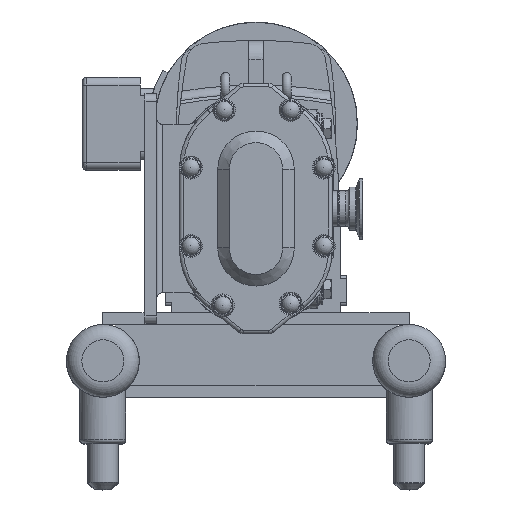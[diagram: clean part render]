
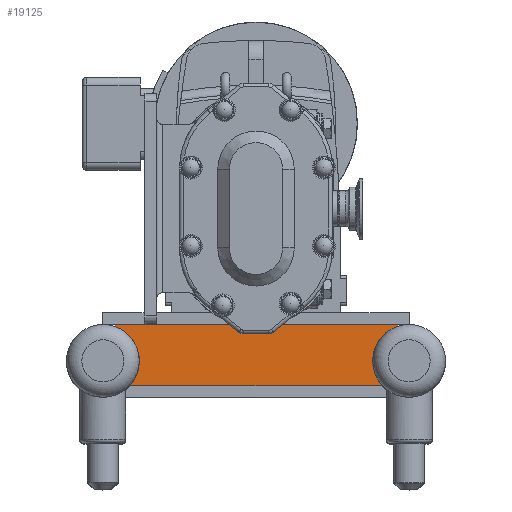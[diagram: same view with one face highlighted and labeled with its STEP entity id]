
A CAD part, top view. The second image highlights one B-rep face of the part: STEP entity #19125.
In plain terms, the highlighted planar face has unit normal (0, 0, 1).
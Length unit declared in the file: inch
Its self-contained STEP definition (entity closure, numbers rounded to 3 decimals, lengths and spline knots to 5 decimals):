
#866=PLANE('',#21139);
#2360=LINE('',#34546,#3755);
#2363=LINE('',#34554,#3758);
#2365=LINE('',#34558,#3760);
#2366=LINE('',#34560,#3761);
#3755=VECTOR('',#26463,0.3937);
#3758=VECTOR('',#26472,0.3937);
#3760=VECTOR('',#26476,0.3937);
#3761=VECTOR('',#26479,0.3937);
#5401=FACE_OUTER_BOUND('',#6542,.T.);
#6542=EDGE_LOOP('',(#17637,#17638,#17639,#17640,#17641,#17642));
#7553=CIRCLE('',#21133,1.19);
#7554=CIRCLE('',#21136,1.19);
#9418=VERTEX_POINT('',#34538);
#9419=VERTEX_POINT('',#34540);
#9420=VERTEX_POINT('',#34544);
#9421=VERTEX_POINT('',#34548);
#9422=VERTEX_POINT('',#34552);
#9423=VERTEX_POINT('',#34556);
#12188=EDGE_CURVE('',#9419,#9418,#7553,.T.);
#12191=EDGE_CURVE('',#9418,#9420,#2360,.T.);
#12193=EDGE_CURVE('',#9420,#9421,#7554,.T.);
#12195=EDGE_CURVE('',#9421,#9422,#2363,.T.);
#12197=EDGE_CURVE('',#9423,#9419,#2365,.T.);
#12198=EDGE_CURVE('',#9422,#9423,#2366,.T.);
#17637=ORIENTED_EDGE('',*,*,#12198,.T.);
#17638=ORIENTED_EDGE('',*,*,#12197,.T.);
#17639=ORIENTED_EDGE('',*,*,#12188,.T.);
#17640=ORIENTED_EDGE('',*,*,#12191,.T.);
#17641=ORIENTED_EDGE('',*,*,#12193,.T.);
#17642=ORIENTED_EDGE('',*,*,#12195,.T.);
#19125=ADVANCED_FACE('',(#5401),#866,.T.);
#21133=AXIS2_PLACEMENT_3D('',#34541,#26457,#26458);
#21136=AXIS2_PLACEMENT_3D('',#34550,#26467,#26468);
#21139=AXIS2_PLACEMENT_3D('',#34559,#26477,#26478);
#26457=DIRECTION('center_axis',(0.,0.,
-1.));
#26458=DIRECTION('ref_axis',(0.733,-0.681,0.));
#26463=DIRECTION('',(1.,0.,0.));
#26467=DIRECTION('center_axis',(0.,0.,
-1.));
#26468=DIRECTION('ref_axis',(-0.311,0.95,0.));
#26472=DIRECTION('',(0.,1.,0.));
#26476=DIRECTION('',(0.,-1.,0.));
#26477=DIRECTION('center_axis',(0.,0.,
1.));
#26478=DIRECTION('ref_axis',(1.,0.,0.));
#26479=DIRECTION('',(-1.,0.,0.));
#34538=CARTESIAN_POINT('',(-4.12822,-5.779,-4.711));
#34540=CARTESIAN_POINT('',(-4.62,-3.8413,-4.711));
#34541=CARTESIAN_POINT('Origin',(-5.,-4.969,-4.711));
#34544=CARTESIAN_POINT('',(4.12822,-5.779,-4.711));
#34546=CARTESIAN_POINT('',(4.12822,-5.779,-4.711));
#34548=CARTESIAN_POINT('',(4.63,-3.83798,-4.711));
#34550=CARTESIAN_POINT('Origin',(5.,-4.969,-4.711));
#34552=CARTESIAN_POINT('',(4.63,-3.7815,-4.711));
#34554=CARTESIAN_POINT('',(4.63,-3.779,-4.711));
#34556=CARTESIAN_POINT('',(-4.62,-3.7815,-4.711));
#34558=CARTESIAN_POINT('',(-4.62,-3.8413,-4.711));
#34559=CARTESIAN_POINT('Origin',(0.00321,-4.71672,
-4.711));
#34560=CARTESIAN_POINT('',(0.00161,-3.7815,-4.711));
